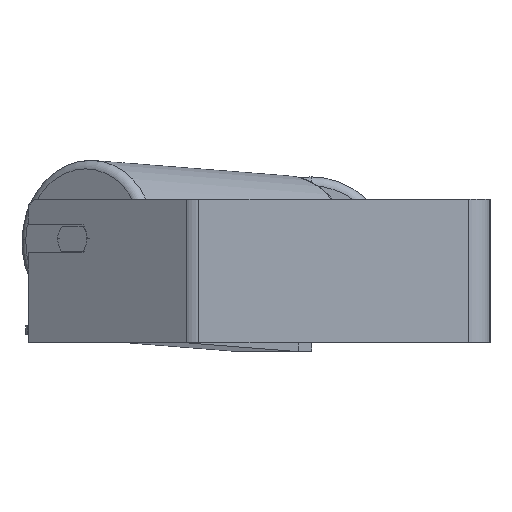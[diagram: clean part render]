
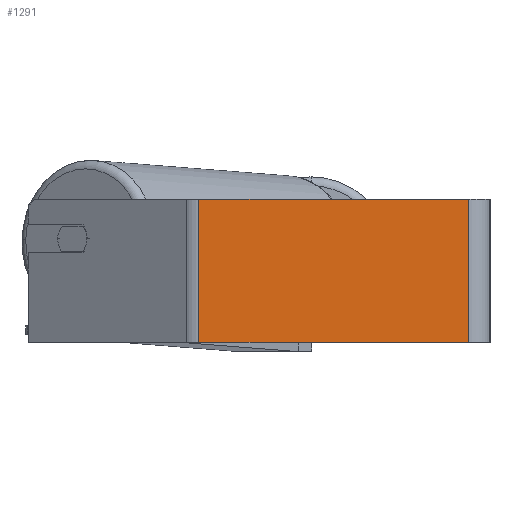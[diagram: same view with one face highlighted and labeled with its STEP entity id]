
A CAD part, left-side view. The second image highlights one B-rep face of the part: STEP entity #1291.
In plain terms, the highlighted planar face has unit normal (-1, 0, 0).
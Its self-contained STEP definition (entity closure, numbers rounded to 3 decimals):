
#56 = DIRECTION ( 'NONE',  ( 0., 0., -1. ) ) ;
#331 = CARTESIAN_POINT ( 'NONE',  ( -360., 162.682, -40. ) ) ;
#1291 = ADVANCED_FACE ( 'NONE', ( #4822 ), #6163, .F. ) ;
#1477 = ORIENTED_EDGE ( 'NONE', *, *, #2292, .T. ) ;
#1502 = VECTOR ( 'NONE', #4804, 1000. ) ;
#1788 = AXIS2_PLACEMENT_3D ( 'NONE', #8957, #8313, #2034 ) ;
#2034 = DIRECTION ( 'NONE',  ( 0., 0., -1. ) ) ;
#2106 = LINE ( 'NONE', #3992, #1502 ) ;
#2292 = EDGE_CURVE ( 'NONE', #8470, #8022, #2106, .T. ) ;
#2904 = CARTESIAN_POINT ( 'NONE',  ( -360., 162.682, 40. ) ) ;
#3073 = LINE ( 'NONE', #6576, #8092 ) ;
#3992 = CARTESIAN_POINT ( 'NONE',  ( -360., 166.466, -40. ) ) ;
#4248 = VERTEX_POINT ( 'NONE', #4336 ) ;
#4309 = EDGE_CURVE ( 'NONE', #7075, #8470, #6313, .T. ) ;
#4336 = CARTESIAN_POINT ( 'NONE',  ( -360., 12., 40. ) ) ;
#4804 = DIRECTION ( 'NONE',  ( 0., -1., 0. ) ) ;
#4822 = FACE_OUTER_BOUND ( 'NONE', #8748, .T. ) ;
#4883 = VECTOR ( 'NONE', #5621, 1000. ) ;
#4984 = CARTESIAN_POINT ( 'NONE',  ( -360., 12., -40. ) ) ;
#5118 = ORIENTED_EDGE ( 'NONE', *, *, #7233, .F. ) ;
#5494 = LINE ( 'NONE', #8371, #6930 ) ;
#5621 = DIRECTION ( 'NONE',  ( 0., 0., -1. ) ) ;
#6163 = PLANE ( 'NONE',  #1788 ) ;
#6313 = LINE ( 'NONE', #2904, #4883 ) ;
#6576 = CARTESIAN_POINT ( 'NONE',  ( -360., 166.466, 40. ) ) ;
#6930 = VECTOR ( 'NONE', #56, 1000. ) ;
#7075 = VERTEX_POINT ( 'NONE', #7430 ) ;
#7194 = ORIENTED_EDGE ( 'NONE', *, *, #4309, .T. ) ;
#7233 = EDGE_CURVE ( 'NONE', #4248, #8022, #5494, .T. ) ;
#7430 = CARTESIAN_POINT ( 'NONE',  ( -360., 162.682, 40. ) ) ;
#7753 = ORIENTED_EDGE ( 'NONE', *, *, #9031, .F. ) ;
#7863 = DIRECTION ( 'NONE',  ( 0., -1., 0. ) ) ;
#8022 = VERTEX_POINT ( 'NONE', #4984 ) ;
#8092 = VECTOR ( 'NONE', #7863, 1000. ) ;
#8313 = DIRECTION ( 'NONE',  ( 1., 0., 0. ) ) ;
#8371 = CARTESIAN_POINT ( 'NONE',  ( -360., 12., 40. ) ) ;
#8470 = VERTEX_POINT ( 'NONE', #331 ) ;
#8748 = EDGE_LOOP ( 'NONE', ( #1477, #5118, #7753, #7194 ) ) ;
#8957 = CARTESIAN_POINT ( 'NONE',  ( -360., 166.466, 40. ) ) ;
#9031 = EDGE_CURVE ( 'NONE', #7075, #4248, #3073, .T. ) ;
